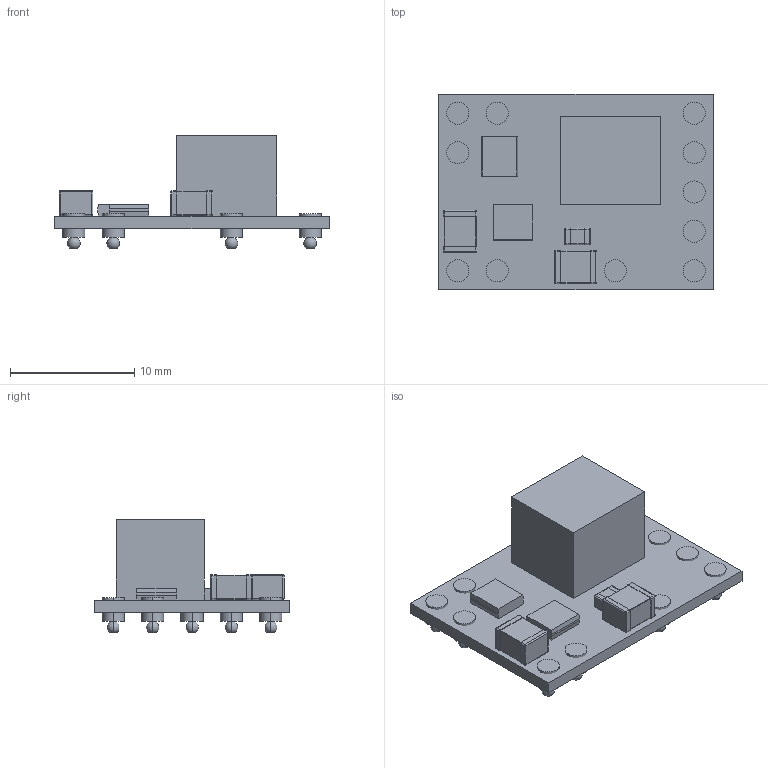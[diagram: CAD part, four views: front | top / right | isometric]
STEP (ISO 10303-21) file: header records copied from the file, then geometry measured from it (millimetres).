
FILE_DESCRIPTION((''),'2;1');
FILE_NAME('TEXAS_BBT (R-PDSS-B11).stp','2011-01-10T09:59:12',(''),(''),'Mechanical Desktop 2011','Mechanical Desktop 2011',', , ');
FILE_SCHEMA(('AUTOMOTIVE_DESIGN { 1 2 10303 214 1 1 1 1 }'));
Length unit declared in the file: millimetre
Products named in the file (1): Product
Bounding box: 22.1 x 15.75 x 9.09 mm (x, y, z)
Volume: 840.3 mm3; surface area: 1511.7 mm2
Topology: 37 solids, 37 shells, 266 faces, 552 edges, 336 vertices
Faces by surface type: plane 134, cylinder 84, sphere 48
Entity records: 6956 total; most frequent: DIRECTION 1326, CARTESIAN_POINT 1131, ORIENTED_EDGE 1056, AXIS2_PLACEMENT_3D 531, EDGE_CURVE 528, VERTEX_POINT 336, EDGE_LOOP 266, FACE_OUTER_BOUND 266
